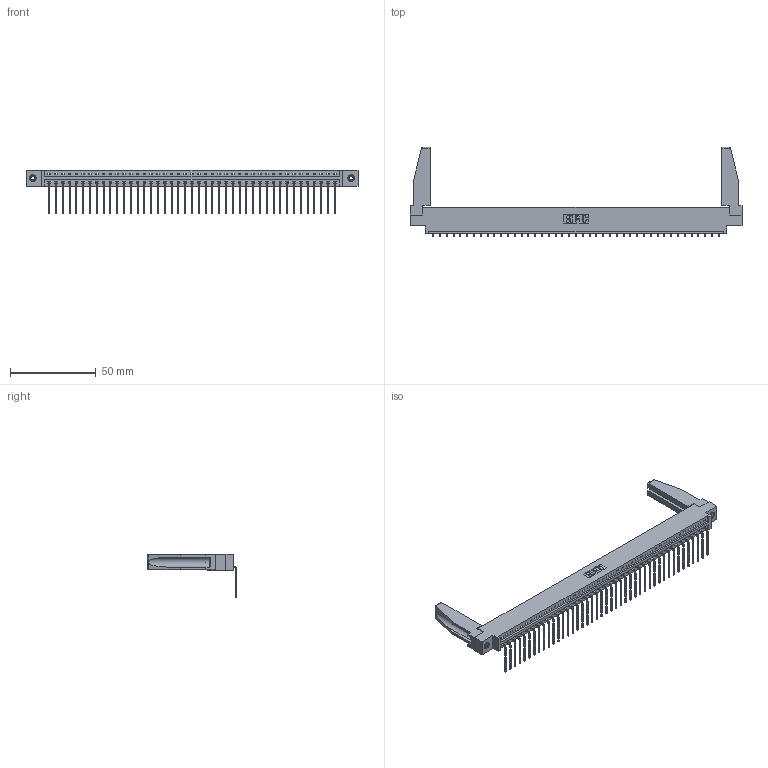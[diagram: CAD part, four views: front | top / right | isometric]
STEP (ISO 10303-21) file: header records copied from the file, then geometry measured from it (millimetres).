
FILE_DESCRIPTION (( 'STEP AP203' ), '1' );
FILE_NAME ('387-043-559-678.STEP', '2019-10-04T22:54:37', ( '' ), ( '' ), 'SwSTEP 2.0', 'SolidWorks 2016', '' );
FILE_SCHEMA (( 'CONFIG_CONTROL_DESIGN' ));
Length unit declared in the file: inch
Products named in the file (5): 387-043-559-678; 337 Part_0.170 Offset - 0.156 Dia-TI; 345-292-001_558 559 Tail - 1; 307-220-078; 345-250-001_345-250-001-102
Assembly tree (48 placements, depth 2):
  387-043-559-678
    337 Part_0.170 Offset - 0.156 Dia-TI
    345-292-001_558 559 Tail - 1  x43
    345-250-001_345-250-001-102  x2
    307-220-078  x2
Bounding box: 193.4 x 51.88 x 25.53 mm (x, y, z)
Volume: 24131.8 mm3; surface area: 25629.2 mm2
Topology: 48 solids, 48 shells, 3000 faces, 8995 edges, 5930 vertices
Faces by surface type: plane 2222, cylinder 762, cone 12, torus 4
Entity records: 34490 total; most frequent: CARTESIAN_POINT 6001, ORIENTED_EDGE 5936, DIRECTION 5058, EDGE_CURVE 2968, VECTOR 2802, LINE 2802, VERTEX_POINT 1972, AXIS2_PLACEMENT_3D 1128
